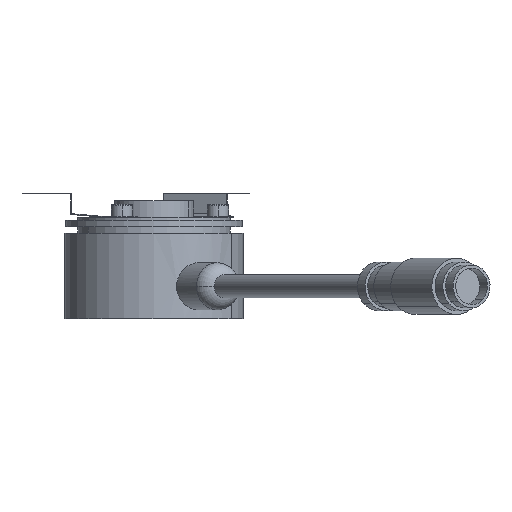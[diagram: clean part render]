
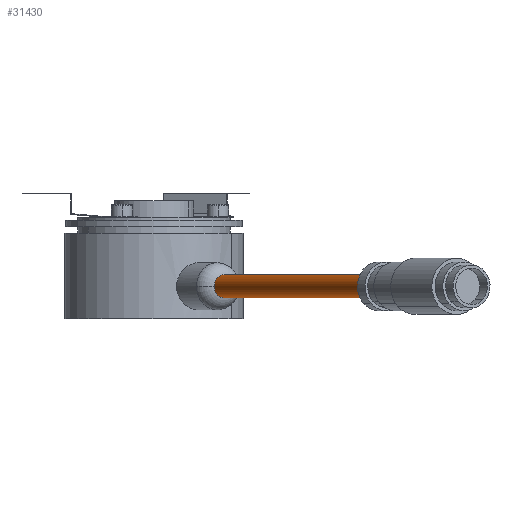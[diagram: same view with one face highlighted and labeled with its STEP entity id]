
A CAD part, front view. The second image highlights one B-rep face of the part: STEP entity #31430.
In plain terms, the highlighted cylindrical face has radius 3.8 mm (diameter 7.6 mm), a partial arc.
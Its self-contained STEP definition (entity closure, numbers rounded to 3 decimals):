
#30710=CARTESIAN_POINT('',(-78.676,-200.501,
39.111));
#30720=DIRECTION('',(0.863,0.075,-0.5));
#30730=DIRECTION('',(0.498,0.044,
0.866));
#30740=AXIS2_PLACEMENT_3D('',#30710,#30720,#30730);
#30750=CIRCLE('',#30740,3.8);
#30780=CARTESIAN_POINT('',(-79.007,-196.716,
39.111));
#30790=VERTEX_POINT('',#30780);
#30990=CARTESIAN_POINT('',(-76.783,-200.336,
42.402));
#31000=VERTEX_POINT('',#30990);
#31030=EDGE_CURVE('',#30790,#31000,#30750,.T.);
#31080=CARTESIAN_POINT('',(-78.772,-200.51,39.167)
);
#31090=DIRECTION('',(-0.863,-0.075,0.5));
#31100=DIRECTION('',(0.087,-0.996,
0.));
#31110=AXIS2_PLACEMENT_3D('',#31080,#31090,#31100);
#31120=CYLINDRICAL_SURFACE('',#31110,3.8);
#31130=CARTESIAN_POINT('',(-78.344,-204.287,
39.111));
#31140=VERTEX_POINT('',#31130);
#31150=EDGE_CURVE('',#31000,#31140,#30750,.T.);
#31160=ORIENTED_EDGE('',*,*,#31150,.F.);
#31170=CARTESIAN_POINT('',(-78.441,-204.295,39.167
));
#31180=DIRECTION('',(-0.863,-0.075,0.5));
#31190=VECTOR('',#31180,1.);
#31200=LINE('',#31170,#31190);
#31210=CARTESIAN_POINT('',(-165.576,-211.919,89.667
));
#31220=VERTEX_POINT('',#31210);
#31230=EDGE_CURVE('',#31140,#31220,#31200,.T.);
#31240=ORIENTED_EDGE('',*,*,#31230,.F.);
#31250=CARTESIAN_POINT('',(-165.907,-208.133,
89.667));
#31260=DIRECTION('',(-0.863,-0.075,0.5));
#31270=DIRECTION('',(0.087,-0.996,
0.));
#31280=AXIS2_PLACEMENT_3D('',#31250,#31260,#31270);
#31290=CIRCLE('',#31280,3.8);
#31300=CARTESIAN_POINT('',(-166.239,-204.348,
89.667));
#31310=VERTEX_POINT('',#31300);
#31320=EDGE_CURVE('',#31220,#31310,#31290,.T.);
#31330=ORIENTED_EDGE('',*,*,#31320,.F.);
#31340=CARTESIAN_POINT('',(-79.103,-196.724,39.167
));
#31350=DIRECTION('',(-0.863,-0.075,0.5));
#31360=VECTOR('',#31350,1.);
#31370=LINE('',#31340,#31360);
#31380=EDGE_CURVE('',#30790,#31310,#31370,.T.);
#31390=ORIENTED_EDGE('',*,*,#31380,.T.);
#31400=ORIENTED_EDGE('',*,*,#31030,.F.);
#31410=EDGE_LOOP('',(#31400,#31390,#31330,#31240,#31160));
#31420=FACE_OUTER_BOUND('',#31410,.T.);
#31430=ADVANCED_FACE('',(#31420),#31120,.T.);
